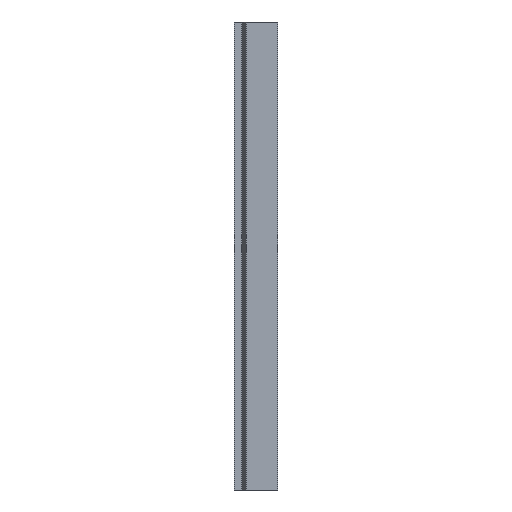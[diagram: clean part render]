
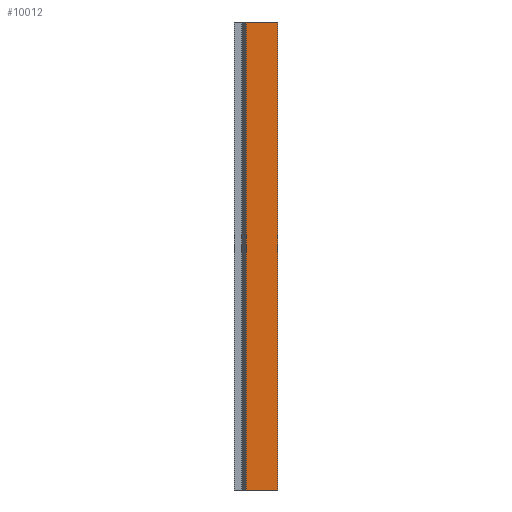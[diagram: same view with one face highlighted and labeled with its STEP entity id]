
A CAD part, left-side view. The second image highlights one B-rep face of the part: STEP entity #10012.
In plain terms, the highlighted planar face has unit normal (-1, 0, 0).
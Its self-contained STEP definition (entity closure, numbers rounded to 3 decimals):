
#34 = FACE_OUTER_BOUND ( 'NONE', #9072, .T. ) ;
#914 = DIRECTION ( 'NONE',  ( 0., 1., 0. ) ) ;
#944 = EDGE_CURVE ( 'NONE', #6548, #10057, #9203, .T. ) ;
#1559 = CARTESIAN_POINT ( 'NONE',  ( -29.5, 16.985, 253. ) ) ;
#1882 = PLANE ( 'NONE',  #6998 ) ;
#2236 = ORIENTED_EDGE ( 'NONE', *, *, #5913, .F. ) ;
#2242 = CARTESIAN_POINT ( 'NONE',  ( -29.5, 16.985, 253. ) ) ;
#2295 = LINE ( 'NONE', #2242, #2511 ) ;
#2370 = VERTEX_POINT ( 'NONE', #9610 ) ;
#2511 = VECTOR ( 'NONE', #3835, 1000. ) ;
#3188 = VECTOR ( 'NONE', #4084, 1000. ) ;
#3377 = DIRECTION ( 'NONE',  ( 1., 0., 0. ) ) ;
#3589 = VECTOR ( 'NONE', #8590, 1000. ) ;
#3835 = DIRECTION ( 'NONE',  ( 0., -1., 0. ) ) ;
#3972 = CARTESIAN_POINT ( 'NONE',  ( -29.5, 0., 0. ) ) ;
#4084 = DIRECTION ( 'NONE',  ( 0., 0., -1. ) ) ;
#4150 = EDGE_CURVE ( 'NONE', #2370, #10057, #9536, .T. ) ;
#4538 = DIRECTION ( 'NONE',  ( 0., 0., -1. ) ) ;
#4655 = CARTESIAN_POINT ( 'NONE',  ( -29.5, 16.985, 0. ) ) ;
#4783 = LINE ( 'NONE', #1559, #3188 ) ;
#4822 = VERTEX_POINT ( 'NONE', #8090 ) ;
#5913 = EDGE_CURVE ( 'NONE', #4822, #2370, #2295, .T. ) ;
#6548 = VERTEX_POINT ( 'NONE', #4655 ) ;
#6998 = AXIS2_PLACEMENT_3D ( 'NONE', #8524, #3377, #914 ) ;
#7787 = CARTESIAN_POINT ( 'NONE',  ( -29.5, 0., 253. ) ) ;
#7975 = ORIENTED_EDGE ( 'NONE', *, *, #4150, .F. ) ;
#8090 = CARTESIAN_POINT ( 'NONE',  ( -29.5, 16.985, 253. ) ) ;
#8524 = CARTESIAN_POINT ( 'NONE',  ( -29.5, 16.985, 253. ) ) ;
#8584 = VECTOR ( 'NONE', #4538, 1000. ) ;
#8590 = DIRECTION ( 'NONE',  ( 0., -1., 0. ) ) ;
#9072 = EDGE_LOOP ( 'NONE', ( #9844, #7975, #2236, #9879 ) ) ;
#9203 = LINE ( 'NONE', #10231, #3589 ) ;
#9536 = LINE ( 'NONE', #7787, #8584 ) ;
#9610 = CARTESIAN_POINT ( 'NONE',  ( -29.5, 0., 253. ) ) ;
#9844 = ORIENTED_EDGE ( 'NONE', *, *, #944, .T. ) ;
#9879 = ORIENTED_EDGE ( 'NONE', *, *, #10066, .T. ) ;
#10012 = ADVANCED_FACE ( 'NONE', ( #34 ), #1882, .F. ) ;
#10057 = VERTEX_POINT ( 'NONE', #3972 ) ;
#10066 = EDGE_CURVE ( 'NONE', #4822, #6548, #4783, .T. ) ;
#10231 = CARTESIAN_POINT ( 'NONE',  ( -29.5, 16.985, 0. ) ) ;
